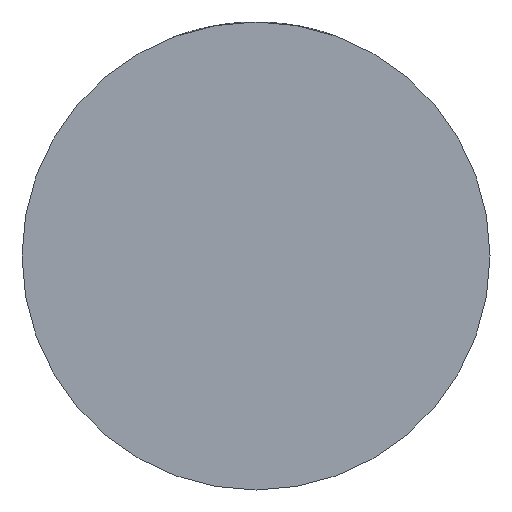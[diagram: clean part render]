
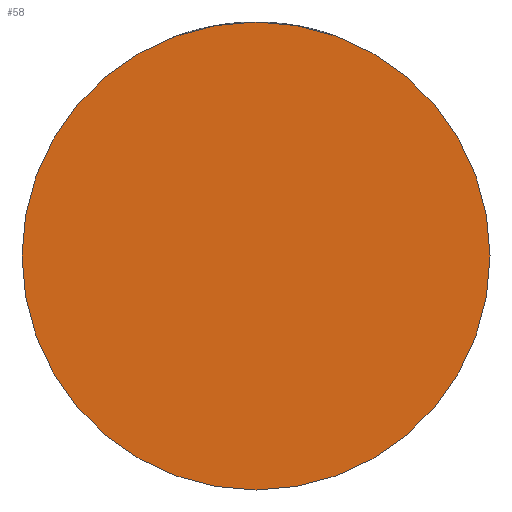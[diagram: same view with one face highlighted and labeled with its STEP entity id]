
A CAD part, front view. The second image highlights one B-rep face of the part: STEP entity #58.
In plain terms, the highlighted planar face has unit normal (0, -1, 0).
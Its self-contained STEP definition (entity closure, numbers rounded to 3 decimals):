
#29 = CARTESIAN_POINT ( 'NONE',  ( 0., 0., 0. ) ) ;
#58 = ADVANCED_FACE ( 'NONE', ( #374 ), #314, .F. ) ;
#116 = ORIENTED_EDGE ( 'NONE', *, *, #339, .F. ) ;
#133 = VERTEX_POINT ( 'NONE', #710 ) ;
#138 = DIRECTION ( 'NONE',  ( 0., 0., 1. ) ) ;
#204 = CARTESIAN_POINT ( 'NONE',  ( 0., 0., 4.5 ) ) ;
#234 = DIRECTION ( 'NONE',  ( 0., 0., 1. ) ) ;
#240 = AXIS2_PLACEMENT_3D ( 'NONE', #965, #359, #138 ) ;
#314 = PLANE ( 'NONE',  #688 ) ;
#339 = EDGE_CURVE ( 'NONE', #578, #133, #406, .T. ) ;
#359 = DIRECTION ( 'NONE',  ( 0., 1., 0. ) ) ;
#374 = FACE_OUTER_BOUND ( 'NONE', #525, .T. ) ;
#389 = DIRECTION ( 'NONE',  ( 0., 0., 1. ) ) ;
#406 = CIRCLE ( 'NONE', #1321, 4.5 ) ;
#525 = EDGE_LOOP ( 'NONE', ( #612, #116 ) ) ;
#578 = VERTEX_POINT ( 'NONE', #204 ) ;
#612 = ORIENTED_EDGE ( 'NONE', *, *, #783, .F. ) ;
#685 = DIRECTION ( 'NONE',  ( 0., 1., 0. ) ) ;
#688 = AXIS2_PLACEMENT_3D ( 'NONE', #29, #1129, #234 ) ;
#710 = CARTESIAN_POINT ( 'NONE',  ( 0., 0., -4.5 ) ) ;
#783 = EDGE_CURVE ( 'NONE', #133, #578, #997, .T. ) ;
#965 = CARTESIAN_POINT ( 'NONE',  ( 0., 0., 0. ) ) ;
#997 = CIRCLE ( 'NONE', #240, 4.5 ) ;
#1086 = CARTESIAN_POINT ( 'NONE',  ( 0., 0., 0. ) ) ;
#1129 = DIRECTION ( 'NONE',  ( 0., 1., 0. ) ) ;
#1321 = AXIS2_PLACEMENT_3D ( 'NONE', #1086, #685, #389 ) ;
